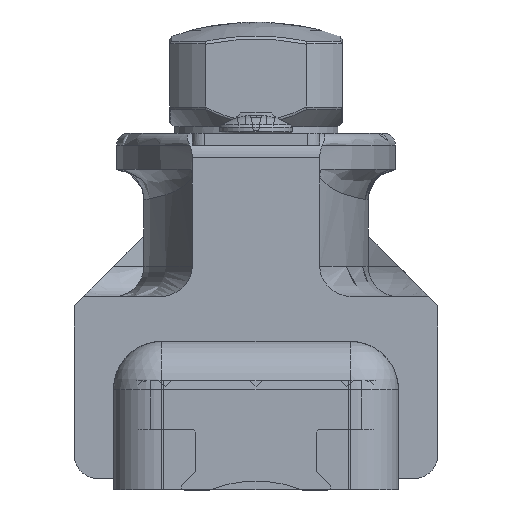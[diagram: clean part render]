
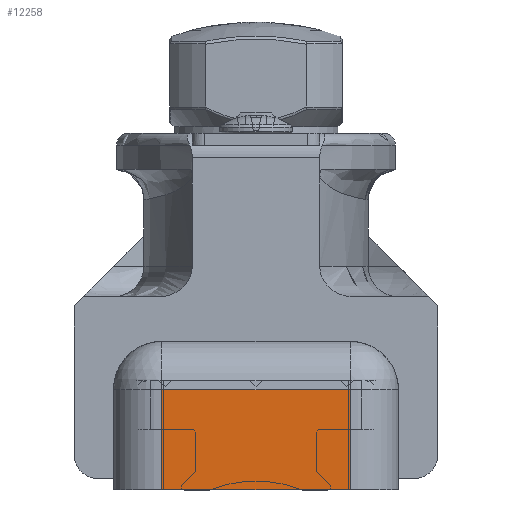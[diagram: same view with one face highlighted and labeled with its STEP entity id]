
A CAD part, front view. The second image highlights one B-rep face of the part: STEP entity #12258.
In plain terms, the highlighted planar face has unit normal (0, -1, 0).
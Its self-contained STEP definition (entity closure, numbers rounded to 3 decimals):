
#560=PLANE('',#13281);
#1307=LINE('',#22915,#2226);
#1308=LINE('',#22922,#2227);
#1309=LINE('',#22926,#2228);
#1310=LINE('',#22927,#2229);
#2226=VECTOR('',#15753,31.);
#2227=VECTOR('',#15764,16.5);
#2228=VECTOR('',#15769,16.5);
#2229=VECTOR('',#15770,31.);
#2929=FACE_OUTER_BOUND('',#3641,.T.);
#3641=EDGE_LOOP('',(#10079,#10080,#10081,#10082));
#5691=VERTEX_POINT('',#22910);
#5692=VERTEX_POINT('',#22913);
#5693=VERTEX_POINT('',#22921);
#5694=VERTEX_POINT('',#22925);
#7268=EDGE_CURVE('',#5692,#5691,#1307,.T.);
#7271=EDGE_CURVE('',#5693,#5691,#1308,.T.);
#7273=EDGE_CURVE('',#5694,#5692,#1309,.T.);
#7274=EDGE_CURVE('',#5694,#5693,#1310,.T.);
#10079=ORIENTED_EDGE('',*,*,#7268,.F.);
#10080=ORIENTED_EDGE('',*,*,#7273,.F.);
#10081=ORIENTED_EDGE('',*,*,#7274,.T.);
#10082=ORIENTED_EDGE('',*,*,#7271,.T.);
#12258=ADVANCED_FACE('',(#2929),#560,.T.);
#13281=AXIS2_PLACEMENT_3D('',#22924,#15767,#15768);
#15753=DIRECTION('',(1.,0.,0.));
#15764=DIRECTION('',(0.,0.,1.));
#15767=DIRECTION('center_axis',(0.,-1.,0.));
#15768=DIRECTION('ref_axis',(0.,0.,1.));
#15769=DIRECTION('',(0.,0.,1.));
#15770=DIRECTION('',(1.,0.,0.));
#22910=CARTESIAN_POINT('',(15.5,-792.8,2.5));
#22913=CARTESIAN_POINT('',(-15.5,-792.8,2.5));
#22915=CARTESIAN_POINT('',(7.75,-792.8,2.5));
#22921=CARTESIAN_POINT('',(15.5,-792.8,-14.));
#22922=CARTESIAN_POINT('',(15.5,-792.8,-14.));
#22924=CARTESIAN_POINT('Origin',(15.5,-792.8,-14.));
#22925=CARTESIAN_POINT('',(-15.5,-792.8,-14.));
#22926=CARTESIAN_POINT('',(-15.5,-792.8,-14.));
#22927=CARTESIAN_POINT('',(-15.5,-792.8,-14.));
